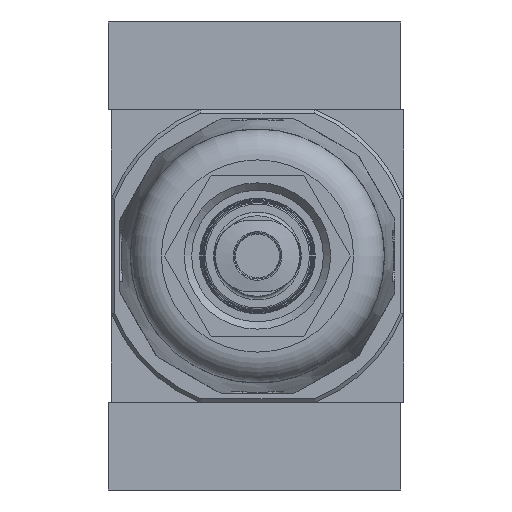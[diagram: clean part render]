
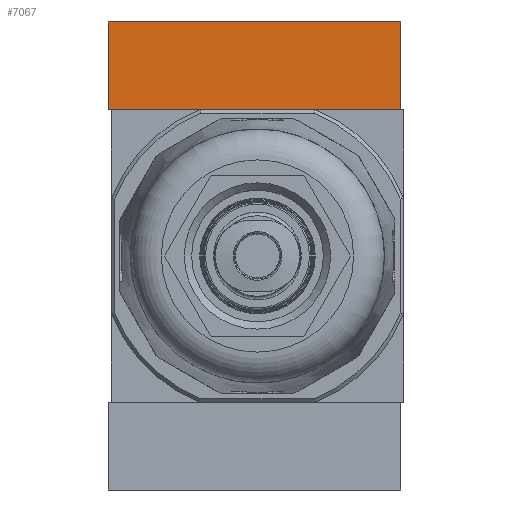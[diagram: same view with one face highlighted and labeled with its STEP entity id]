
A CAD part, front view. The second image highlights one B-rep face of the part: STEP entity #7067.
In plain terms, the highlighted planar face has unit normal (0, -1, 0).
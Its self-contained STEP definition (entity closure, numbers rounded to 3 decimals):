
#401=LINE('',#10943,#751);
#408=LINE('',#10983,#758);
#411=LINE('',#10989,#761);
#412=LINE('',#10991,#762);
#751=VECTOR('',#8738,1000.);
#758=VECTOR('',#8773,1000.);
#761=VECTOR('',#8778,1000.);
#762=VECTOR('',#8779,1000.);
#994=PLANE('',#7596);
#2083=ORIENTED_EDGE('',*,*,#3145,.T.);
#2084=ORIENTED_EDGE('',*,*,#3168,.F.);
#2085=ORIENTED_EDGE('',*,*,#3169,.F.);
#2086=ORIENTED_EDGE('',*,*,#3165,.T.);
#3145=EDGE_CURVE('',#3768,#3770,#401,.T.);
#3165=EDGE_CURVE('',#3790,#3768,#408,.T.);
#3168=EDGE_CURVE('',#3792,#3770,#411,.T.);
#3169=EDGE_CURVE('',#3790,#3792,#412,.T.);
#3768=VERTEX_POINT('',#10938);
#3770=VERTEX_POINT('',#10942);
#3790=VERTEX_POINT('',#10984);
#3792=VERTEX_POINT('',#10990);
#4531=EDGE_LOOP('',(#2083,#2084,#2085,#2086));
#5037=FACE_BOUND('',#4531,.T.);
#7067=ADVANCED_FACE('',(#5037),#994,.F.);
#7596=AXIS2_PLACEMENT_3D('',#10988,#8776,#8777);
#8738=DIRECTION('',(1.,0.,0.));
#8773=DIRECTION('',(0.,0.,-1.));
#8776=DIRECTION('',(0.,1.,0.));
#8777=DIRECTION('',(0.,0.,1.));
#8778=DIRECTION('',(0.,0.,-1.));
#8779=DIRECTION('',(1.,0.,0.));
#10938=CARTESIAN_POINT('',(-20.,-10.,-6.));
#10942=CARTESIAN_POINT('',(20.,-10.,-6.));
#10943=CARTESIAN_POINT('',(-20.,-10.,-6.));
#10983=CARTESIAN_POINT('',(-20.,-10.,6.));
#10984=CARTESIAN_POINT('',(-20.,-10.,6.));
#10988=CARTESIAN_POINT('',(-20.,-10.,6.));
#10989=CARTESIAN_POINT('',(20.,-10.,6.));
#10990=CARTESIAN_POINT('',(20.,-10.,6.));
#10991=CARTESIAN_POINT('',(-20.,-10.,6.));
